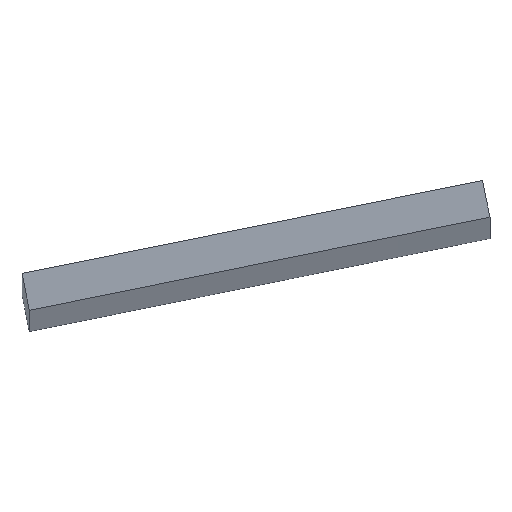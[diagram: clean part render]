
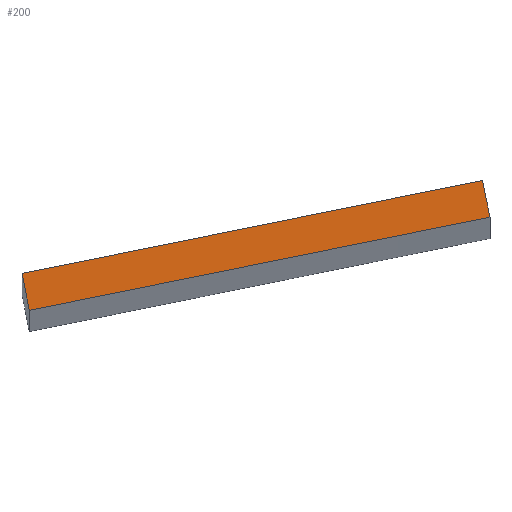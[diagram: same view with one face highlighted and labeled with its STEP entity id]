
A CAD part, top view. The second image highlights one B-rep face of the part: STEP entity #200.
In plain terms, the highlighted planar face has unit normal (0, 0, 1).
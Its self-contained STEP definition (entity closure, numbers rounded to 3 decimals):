
#42=CARTESIAN_POINT('Control Point',(409.675,-25.277,649.)) ;
#43=CARTESIAN_POINT('Control Point',(414.577,-24.31,649.)) ;
#44=CARTESIAN_POINT('Control Point',(419.477,-23.332,649.)) ;
#45=CARTESIAN_POINT('Control Point',(424.374,-22.342,649.)) ;
#46=CARTESIAN_POINT('Control Point',(429.269,-21.341,649.)) ;
#47=CARTESIAN_POINT('Control Point',(434.162,-20.331,649.)) ;
#48=CARTESIAN_POINT('Vertex',(409.675,-25.277,649.)) ;
#50=CARTESIAN_POINT('Vertex',(434.162,-20.331,649.)) ;
#87=CARTESIAN_POINT('Line Origine',(434.364,-21.31,649.)) ;
#91=CARTESIAN_POINT('Vertex',(434.566,-22.289,649.)) ;
#124=CARTESIAN_POINT('Control Point',(434.566,-22.289,649.)) ;
#125=CARTESIAN_POINT('Control Point',(429.682,-23.298,649.)) ;
#126=CARTESIAN_POINT('Control Point',(424.786,-24.299,649.)) ;
#127=CARTESIAN_POINT('Control Point',(419.883,-25.29,649.)) ;
#128=CARTESIAN_POINT('Control Point',(414.974,-26.271,649.)) ;
#129=CARTESIAN_POINT('Control Point',(410.061,-27.239,649.)) ;
#130=CARTESIAN_POINT('Vertex',(410.061,-27.239,649.)) ;
#160=CARTESIAN_POINT('Line Origine',(409.868,-26.258,649.)) ;
#189=CARTESIAN_POINT('Axis2P3D Location',(0.,0.,649.)) ;
#89=VECTOR('Line Direction',#88,1.) ;
#162=VECTOR('Line Direction',#161,1.) ;
#88=DIRECTION('Vector Direction',(0.202,-0.979,0.)) ;
#161=DIRECTION('Vector Direction',(0.193,-0.981,0.)) ;
#190=DIRECTION('Axis2P3D Direction',(0.,0.,-1.)) ;
#191=DIRECTION('Axis2P3D XDirection',(1.,0.,0.)) ;
#192=AXIS2_PLACEMENT_3D('Plane Axis2P3D',#189,#190,#191) ;
#90=LINE('Line',#87,#89) ;
#163=LINE('Line',#160,#162) ;
#193=PLANE('',#192) ;
#52=EDGE_CURVE('',#49,#51,#41,.T.) ;
#93=EDGE_CURVE('',#51,#92,#90,.T.) ;
#132=EDGE_CURVE('',#92,#131,#123,.T.) ;
#164=EDGE_CURVE('',#131,#49,#163,.F.) ;
#195=ORIENTED_EDGE('',*,*,#164,.F.) ;
#196=ORIENTED_EDGE('',*,*,#132,.F.) ;
#197=ORIENTED_EDGE('',*,*,#93,.F.) ;
#198=ORIENTED_EDGE('',*,*,#52,.F.) ;
#194=EDGE_LOOP('',(#195,#196,#197,#198)) ;
#49=VERTEX_POINT('',#48) ;
#51=VERTEX_POINT('',#50) ;
#92=VERTEX_POINT('',#91) ;
#131=VERTEX_POINT('',#130) ;
#200=ADVANCED_FACE('PartBody',(#199),#193,.F.) ;
#41=B_SPLINE_CURVE_WITH_KNOTS('',5,(#42,#43,#44,#45,#46,#47),.UNSPECIFIED.,.F.,.U.,(6,6),(500025.385,500050.349),.UNSPECIFIED.) ;
#123=B_SPLINE_CURVE_WITH_KNOTS('',5,(#124,#125,#126,#127,#128,#129),.UNSPECIFIED.,.F.,.U.,(6,6),(500000.137,500000.17),.UNSPECIFIED.) ;
#199=FACE_OUTER_BOUND('',#194,.T.) ;
